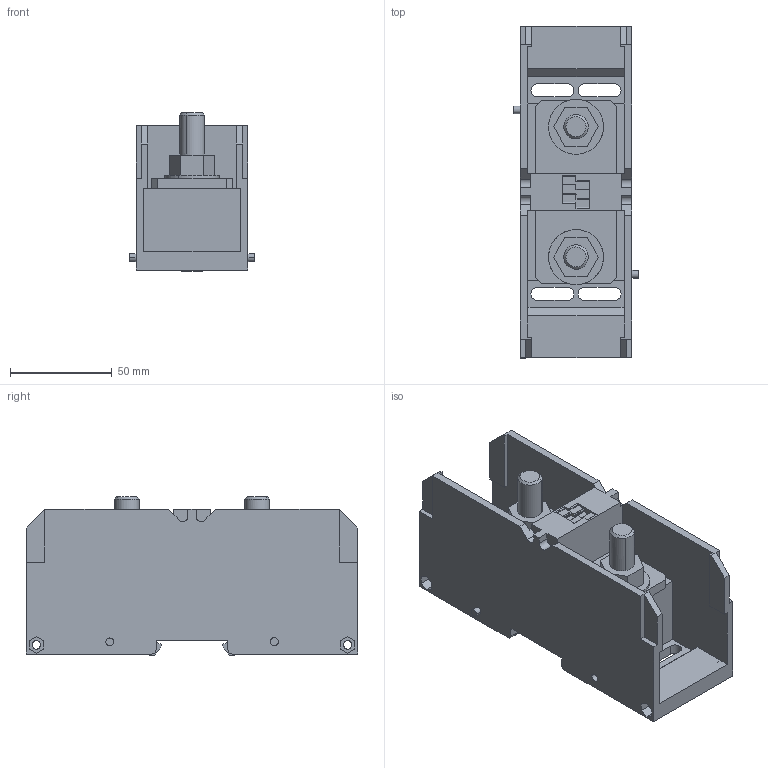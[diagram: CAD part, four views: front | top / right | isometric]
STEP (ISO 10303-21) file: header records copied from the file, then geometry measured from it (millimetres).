
FILE_DESCRIPTION(('CATIA V5 STEP Exchange','CAx-IF Rec.Pracs.--- Model Styling and Organization---1.4--- 2014-01-23'),'2;1');
FILE_NAME ('D1447075_0', '2020-04-21T04:26:58+00:00', ('none'), ('Weidmueller'), 'CATIA Version 5-6 Release 2016 SP3 HF44', 'CATIA V5 STEP AP214', 'none');
FILE_SCHEMA(('AUTOMOTIVE_DESIGN { 1 0 10303 214 1 1 1 1 }'));
Length unit declared in the file: millimetre
Products named in the file (1): 1028600000_WFF_185
Bounding box: 61.1 x 163 x 77.75 mm (x, y, z)
Volume: 314497.2 mm3; surface area: 76246.6 mm2
Topology: 3 solids, 4 shells, 254 faces, 714 edges, 481 vertices
Faces by surface type: plane 201, cylinder 49, cone 4
Entity records: 8134 total; most frequent: CARTESIAN_POINT 1523, ORIENTED_EDGE 1428, DIRECTION 1079, EDGE_CURVE 714, VECTOR 608, LINE 608, VERTEX_POINT 481, AXIS2_PLACEMENT_3D 284
